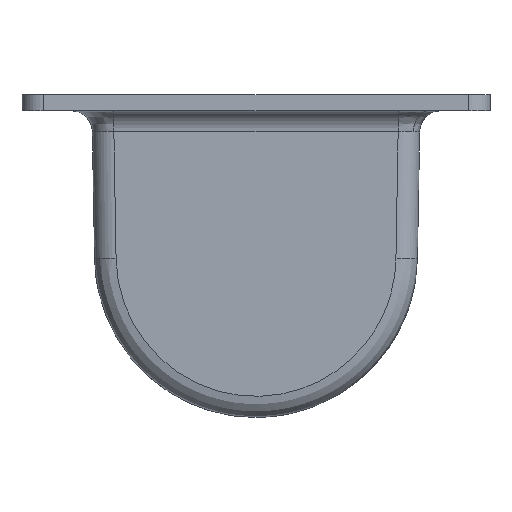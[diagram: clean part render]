
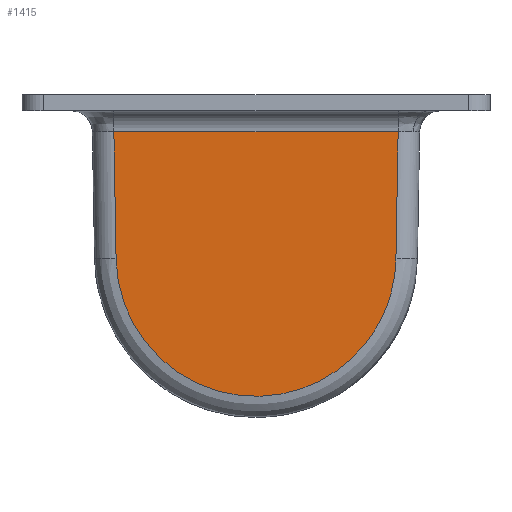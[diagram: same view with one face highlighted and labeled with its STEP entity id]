
A CAD part, front view. The second image highlights one B-rep face of the part: STEP entity #1415.
In plain terms, the highlighted planar face has unit normal (0, -1, -0.018).
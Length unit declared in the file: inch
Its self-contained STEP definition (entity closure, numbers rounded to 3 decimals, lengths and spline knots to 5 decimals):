
#32 = LINE ( 'NONE', #1529, #1485 ) ;
#52 = ORIENTED_EDGE ( 'NONE', *, *, #493, .T. ) ;
#65 = CARTESIAN_POINT ( 'NONE',  ( -1.65486, -0.00008, 1.69186 ) ) ;
#118 =( BOUNDED_CURVE ( )  B_SPLINE_CURVE ( 3, ( #1113, #1817, #1788, #1397 ),
 .UNSPECIFIED., .F., .F. ) 
 B_SPLINE_CURVE_WITH_KNOTS ( ( 4, 4 ),
 ( 1.58825, 4.69494 ),
 .UNSPECIFIED. ) 
 CURVE ( )  GEOMETRIC_REPRESENTATION_ITEM ( )  RATIONAL_B_SPLINE_CURVE ( ( 1., 0.345, 0.345, 1. ) ) 
 REPRESENTATION_ITEM ( '' )  );
#156 = VECTOR ( 'NONE', #247, 39.37008 ) ;
#247 = DIRECTION ( 'NONE',  ( 0.017, -0.017, 1. ) ) ;
#321 = CARTESIAN_POINT ( 'NONE',  ( 1.62475, 0.03003, -0.03272 ) ) ;
#392 = CARTESIAN_POINT ( 'NONE',  ( 1.6537, 0.00108, 1.62541 ) ) ;
#402 = VECTOR ( 'NONE', #1621, 39.37008 ) ;
#472 = DIRECTION ( 'NONE',  ( 0., -1., -0.017 ) ) ;
#479 = LINE ( 'NONE', #392, #156 ) ;
#493 = EDGE_CURVE ( 'NONE', #1584, #1687, #1148, .T. ) ;
#591 = ORIENTED_EDGE ( 'NONE', *, *, #709, .T. ) ;
#607 = EDGE_LOOP ( 'NONE', ( #922, #1599, #52, #591 ) ) ;
#697 = DIRECTION ( 'NONE',  ( -1., 0., 0. ) ) ;
#709 = EDGE_CURVE ( 'NONE', #1687, #1476, #118, .T. ) ;
#853 = VERTEX_POINT ( 'NONE', #1159 ) ;
#922 = ORIENTED_EDGE ( 'NONE', *, *, #1075, .T. ) ;
#1075 = EDGE_CURVE ( 'NONE', #1476, #853, #479, .T. ) ;
#1113 = CARTESIAN_POINT ( 'NONE',  ( -1.62475, 0.03003, -0.03272 ) ) ;
#1121 = EDGE_CURVE ( 'NONE', #853, #1584, #32, .T. ) ;
#1148 = LINE ( 'NONE', #65, #402 ) ;
#1159 = CARTESIAN_POINT ( 'NONE',  ( 1.65049, 0.00429, 1.44186 ) ) ;
#1255 = AXIS2_PLACEMENT_3D ( 'NONE', #1457, #472, #1466 ) ;
#1321 = PLANE ( 'NONE',  #1255 ) ;
#1334 = CARTESIAN_POINT ( 'NONE',  ( -1.65049, 0.00429, 1.44186 ) ) ;
#1397 = CARTESIAN_POINT ( 'NONE',  ( 1.62475, 0.03003, -0.03272 ) ) ;
#1415 = ADVANCED_FACE ( 'NONE', ( #1804 ), #1321, .T. ) ;
#1457 = CARTESIAN_POINT ( 'NONE',  ( -1.90474, 0., 1.6875 ) ) ;
#1466 = DIRECTION ( 'NONE',  ( 0., 0.017, -1. ) ) ;
#1476 = VERTEX_POINT ( 'NONE', #321 ) ;
#1485 = VECTOR ( 'NONE', #697, 39.37008 ) ;
#1529 = CARTESIAN_POINT ( 'NONE',  ( -1.90474, 0.00429, 1.44186 ) ) ;
#1584 = VERTEX_POINT ( 'NONE', #1334 ) ;
#1591 = CARTESIAN_POINT ( 'NONE',  ( -1.62475, 0.03003, -0.03272 ) ) ;
#1599 = ORIENTED_EDGE ( 'NONE', *, *, #1121, .T. ) ;
#1621 = DIRECTION ( 'NONE',  ( 0.017, 0.017, -1. ) ) ;
#1687 = VERTEX_POINT ( 'NONE', #1591 ) ;
#1788 = CARTESIAN_POINT ( 'NONE',  ( 1.56995, 0.08483, -3.17215 ) ) ;
#1804 = FACE_OUTER_BOUND ( 'NONE', #607, .T. ) ;
#1817 = CARTESIAN_POINT ( 'NONE',  ( -1.56995, 0.08483, -3.17215 ) ) ;
